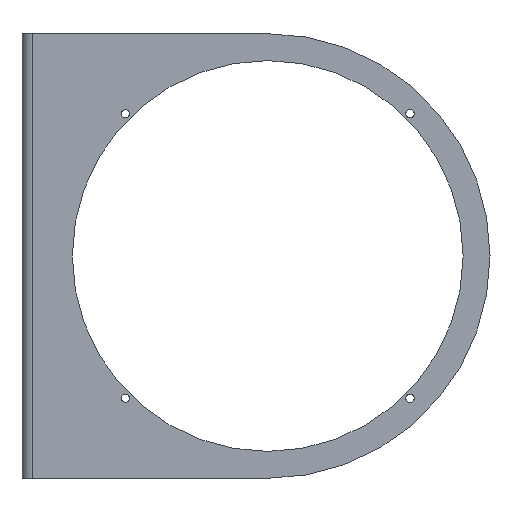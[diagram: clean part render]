
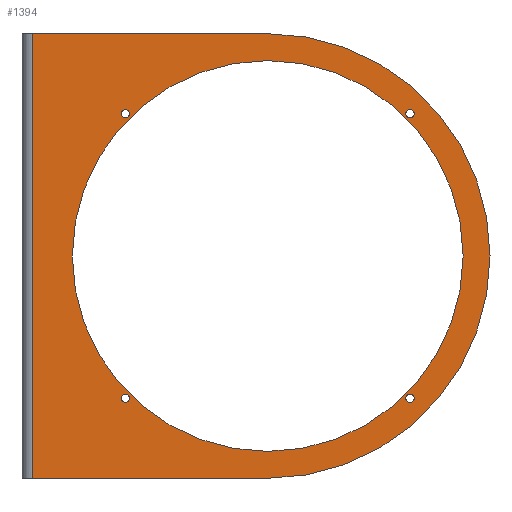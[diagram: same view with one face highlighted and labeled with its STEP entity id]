
A CAD part, front view. The second image highlights one B-rep face of the part: STEP entity #1394.
In plain terms, the highlighted planar face has unit normal (0, -1, 0).
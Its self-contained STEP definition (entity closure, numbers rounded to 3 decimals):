
#6 = CARTESIAN_POINT ( 'NONE',  ( 188.5, 0., -95. ) ) ;
#40 = CARTESIAN_POINT ( 'NONE',  ( 105., 0., -190. ) ) ;
#63 = DIRECTION ( 'NONE',  ( 0., 0., 1. ) ) ;
#77 = DIRECTION ( 'NONE',  ( 1., 0., 0. ) ) ;
#80 = AXIS2_PLACEMENT_3D ( 'NONE', #577, #1273, #846 ) ;
#93 = VERTEX_POINT ( 'NONE', #6 ) ;
#108 = VECTOR ( 'NONE', #1148, 1000. ) ;
#111 = ORIENTED_EDGE ( 'NONE', *, *, #292, .F. ) ;
#113 = DIRECTION ( 'NONE',  ( 0., 0., -1. ) ) ;
#119 = AXIS2_PLACEMENT_3D ( 'NONE', #1127, #361, #1017 ) ;
#124 = CARTESIAN_POINT ( 'NONE',  ( 4.5, 0., 0. ) ) ;
#129 = CIRCLE ( 'NONE', #1145, 1.75 ) ;
#144 = DIRECTION ( 'NONE',  ( 1., 0., 0. ) ) ;
#150 = DIRECTION ( 'NONE',  ( 0., -1., 0. ) ) ;
#165 = CARTESIAN_POINT ( 'NONE',  ( 44.189, 0., -32.439 ) ) ;
#167 = DIRECTION ( 'NONE',  ( 0., 0., -1. ) ) ;
#185 = VERTEX_POINT ( 'NONE', #988 ) ;
#198 = CARTESIAN_POINT ( 'NONE',  ( 44.189, 0., -35.939 ) ) ;
#199 = DIRECTION ( 'NONE',  ( 0., -1., 0. ) ) ;
#200 = CARTESIAN_POINT ( 'NONE',  ( 165.811, 0., -34.189 ) ) ;
#209 = ORIENTED_EDGE ( 'NONE', *, *, #1199, .F. ) ;
#216 = VERTEX_POINT ( 'NONE', #376 ) ;
#217 = ORIENTED_EDGE ( 'NONE', *, *, #860, .F. ) ;
#218 = EDGE_LOOP ( 'NONE', ( #1284, #217 ) ) ;
#220 = EDGE_CURVE ( 'NONE', #185, #1400, #827, .T. ) ;
#225 = VECTOR ( 'NONE', #917, 1000. ) ;
#253 = CIRCLE ( 'NONE', #481, 83.5 ) ;
#260 = CARTESIAN_POINT ( 'NONE',  ( 165.811, 0., -154.061 ) ) ;
#264 = CIRCLE ( 'NONE', #1396, 1.75 ) ;
#265 = CARTESIAN_POINT ( 'NONE',  ( 165.811, 0., -155.811 ) ) ;
#292 = EDGE_CURVE ( 'NONE', #724, #758, #496, .T. ) ;
#297 = FACE_BOUND ( 'NONE', #1093, .T. ) ;
#310 = ORIENTED_EDGE ( 'NONE', *, *, #653, .F. ) ;
#351 = DIRECTION ( 'NONE',  ( 0., 0., -1. ) ) ;
#361 = DIRECTION ( 'NONE',  ( 0., -1., 0. ) ) ;
#376 = CARTESIAN_POINT ( 'NONE',  ( 165.811, 0., -35.939 ) ) ;
#384 = CIRCLE ( 'NONE', #80, 1.75 ) ;
#390 = CARTESIAN_POINT ( 'NONE',  ( 44.189, 0., -155.811 ) ) ;
#398 = CARTESIAN_POINT ( 'NONE',  ( 44.189, 0., -34.189 ) ) ;
#413 = DIRECTION ( 'NONE',  ( 0., -1., 0. ) ) ;
#415 = EDGE_CURVE ( 'NONE', #1332, #607, #384, .T. ) ;
#416 = PLANE ( 'NONE',  #772 ) ;
#426 = CARTESIAN_POINT ( 'NONE',  ( 105., 0., -95. ) ) ;
#433 = CARTESIAN_POINT ( 'NONE',  ( 165.811, 0., -32.439 ) ) ;
#437 = CIRCLE ( 'NONE', #1082, 95. ) ;
#439 = CIRCLE ( 'NONE', #1114, 1.75 ) ;
#454 = CARTESIAN_POINT ( 'NONE',  ( 4.5, 0., -190. ) ) ;
#471 = CARTESIAN_POINT ( 'NONE',  ( 200., 0., -190. ) ) ;
#481 = AXIS2_PLACEMENT_3D ( 'NONE', #426, #199, #879 ) ;
#488 = DIRECTION ( 'NONE',  ( 0., -1., 0. ) ) ;
#496 = LINE ( 'NONE', #814, #1304 ) ;
#512 = CIRCLE ( 'NONE', #781, 1.75 ) ;
#529 = EDGE_CURVE ( 'NONE', #1182, #816, #439, .T. ) ;
#535 = CARTESIAN_POINT ( 'NONE',  ( 200., 0., -190. ) ) ;
#577 = CARTESIAN_POINT ( 'NONE',  ( 44.189, 0., -34.189 ) ) ;
#584 = FACE_BOUND ( 'NONE', #752, .T. ) ;
#587 = CARTESIAN_POINT ( 'NONE',  ( 44.189, 0., -157.561 ) ) ;
#588 = CARTESIAN_POINT ( 'NONE',  ( 105., 0., 0. ) ) ;
#589 = VERTEX_POINT ( 'NONE', #433 ) ;
#601 = CARTESIAN_POINT ( 'NONE',  ( 165.811, 0., -157.561 ) ) ;
#607 = VERTEX_POINT ( 'NONE', #198 ) ;
#625 = FACE_BOUND ( 'NONE', #218, .T. ) ;
#626 = DIRECTION ( 'NONE',  ( 0., 1., 0. ) ) ;
#633 = CIRCLE ( 'NONE', #119, 1.75 ) ;
#653 = EDGE_CURVE ( 'NONE', #589, #216, #1040, .T. ) ;
#666 = ORIENTED_EDGE ( 'NONE', *, *, #983, .F. ) ;
#685 = ORIENTED_EDGE ( 'NONE', *, *, #1169, .F. ) ;
#704 = DIRECTION ( 'NONE',  ( 0., 0., -1. ) ) ;
#724 = VERTEX_POINT ( 'NONE', #124 ) ;
#748 = LINE ( 'NONE', #454, #108 ) ;
#752 = EDGE_LOOP ( 'NONE', ( #209, #1330 ) ) ;
#758 = VERTEX_POINT ( 'NONE', #588 ) ;
#763 = AXIS2_PLACEMENT_3D ( 'NONE', #1154, #940, #144 ) ;
#766 = CIRCLE ( 'NONE', #1076, 1.75 ) ;
#771 = EDGE_CURVE ( 'NONE', #1218, #1021, #512, .T. ) ;
#772 = AXIS2_PLACEMENT_3D ( 'NONE', #535, #837, #77 ) ;
#781 = AXIS2_PLACEMENT_3D ( 'NONE', #796, #1307, #351 ) ;
#796 = CARTESIAN_POINT ( 'NONE',  ( 44.189, 0., -155.811 ) ) ;
#814 = CARTESIAN_POINT ( 'NONE',  ( 200., 0., 0. ) ) ;
#816 = VERTEX_POINT ( 'NONE', #601 ) ;
#821 = ORIENTED_EDGE ( 'NONE', *, *, #1410, .F. ) ;
#827 = LINE ( 'NONE', #471, #225 ) ;
#837 = DIRECTION ( 'NONE',  ( 0., -1., 0. ) ) ;
#846 = DIRECTION ( 'NONE',  ( 0., 0., -1. ) ) ;
#860 = EDGE_CURVE ( 'NONE', #1021, #1218, #766, .T. ) ;
#865 = EDGE_CURVE ( 'NONE', #607, #1332, #129, .T. ) ;
#878 = EDGE_CURVE ( 'NONE', #758, #1400, #437, .T. ) ;
#879 = DIRECTION ( 'NONE',  ( 1., 0., 0. ) ) ;
#899 = ORIENTED_EDGE ( 'NONE', *, *, #220, .T. ) ;
#917 = DIRECTION ( 'NONE',  ( 1., 0., 0. ) ) ;
#927 = ORIENTED_EDGE ( 'NONE', *, *, #878, .F. ) ;
#937 = DIRECTION ( 'NONE',  ( 0., 0., -1. ) ) ;
#940 = DIRECTION ( 'NONE',  ( 0., -1., 0. ) ) ;
#954 = EDGE_CURVE ( 'NONE', #724, #185, #748, .T. ) ;
#964 = AXIS2_PLACEMENT_3D ( 'NONE', #200, #413, #113 ) ;
#983 = EDGE_CURVE ( 'NONE', #1088, #93, #1318, .T. ) ;
#988 = CARTESIAN_POINT ( 'NONE',  ( 4.5, 0., -190. ) ) ;
#1006 = EDGE_LOOP ( 'NONE', ( #111, #1027, #899, #927 ) ) ;
#1011 = DIRECTION ( 'NONE',  ( 1., 0., 0. ) ) ;
#1017 = DIRECTION ( 'NONE',  ( 0., 0., -1. ) ) ;
#1021 = VERTEX_POINT ( 'NONE', #1103 ) ;
#1027 = ORIENTED_EDGE ( 'NONE', *, *, #954, .T. ) ;
#1040 = CIRCLE ( 'NONE', #964, 1.75 ) ;
#1054 = DIRECTION ( 'NONE',  ( 0., -1., 0. ) ) ;
#1076 = AXIS2_PLACEMENT_3D ( 'NONE', #390, #150, #937 ) ;
#1082 = AXIS2_PLACEMENT_3D ( 'NONE', #1370, #626, #63 ) ;
#1085 = ORIENTED_EDGE ( 'NONE', *, *, #415, .F. ) ;
#1088 = VERTEX_POINT ( 'NONE', #1350 ) ;
#1093 = EDGE_LOOP ( 'NONE', ( #1325, #1085 ) ) ;
#1103 = CARTESIAN_POINT ( 'NONE',  ( 44.189, 0., -154.061 ) ) ;
#1114 = AXIS2_PLACEMENT_3D ( 'NONE', #265, #1342, #704 ) ;
#1126 = FACE_BOUND ( 'NONE', #1356, .T. ) ;
#1127 = CARTESIAN_POINT ( 'NONE',  ( 165.811, 0., -155.811 ) ) ;
#1136 = DIRECTION ( 'NONE',  ( 0., 0., -1. ) ) ;
#1145 = AXIS2_PLACEMENT_3D ( 'NONE', #398, #1054, #167 ) ;
#1148 = DIRECTION ( 'NONE',  ( 0., 0., -1. ) ) ;
#1154 = CARTESIAN_POINT ( 'NONE',  ( 105., 0., -95. ) ) ;
#1165 = FACE_OUTER_BOUND ( 'NONE', #1006, .T. ) ;
#1169 = EDGE_CURVE ( 'NONE', #216, #589, #264, .T. ) ;
#1182 = VERTEX_POINT ( 'NONE', #260 ) ;
#1199 = EDGE_CURVE ( 'NONE', #816, #1182, #633, .T. ) ;
#1218 = VERTEX_POINT ( 'NONE', #587 ) ;
#1234 = CARTESIAN_POINT ( 'NONE',  ( 165.811, 0., -34.189 ) ) ;
#1273 = DIRECTION ( 'NONE',  ( 0., -1., 0. ) ) ;
#1274 = EDGE_LOOP ( 'NONE', ( #685, #310 ) ) ;
#1284 = ORIENTED_EDGE ( 'NONE', *, *, #771, .F. ) ;
#1304 = VECTOR ( 'NONE', #1011, 1000. ) ;
#1307 = DIRECTION ( 'NONE',  ( 0., -1., 0. ) ) ;
#1318 = CIRCLE ( 'NONE', #763, 83.5 ) ;
#1325 = ORIENTED_EDGE ( 'NONE', *, *, #865, .F. ) ;
#1330 = ORIENTED_EDGE ( 'NONE', *, *, #529, .F. ) ;
#1332 = VERTEX_POINT ( 'NONE', #165 ) ;
#1342 = DIRECTION ( 'NONE',  ( 0., -1., 0. ) ) ;
#1350 = CARTESIAN_POINT ( 'NONE',  ( 21.5, 0., -95. ) ) ;
#1356 = EDGE_LOOP ( 'NONE', ( #821, #666 ) ) ;
#1370 = CARTESIAN_POINT ( 'NONE',  ( 105., 0., -95. ) ) ;
#1394 = ADVANCED_FACE ( 'NONE', ( #584, #625, #297, #1401, #1126, #1165 ), #416, .T. ) ;
#1396 = AXIS2_PLACEMENT_3D ( 'NONE', #1234, #488, #1136 ) ;
#1400 = VERTEX_POINT ( 'NONE', #40 ) ;
#1401 = FACE_BOUND ( 'NONE', #1274, .T. ) ;
#1410 = EDGE_CURVE ( 'NONE', #93, #1088, #253, .T. ) ;
